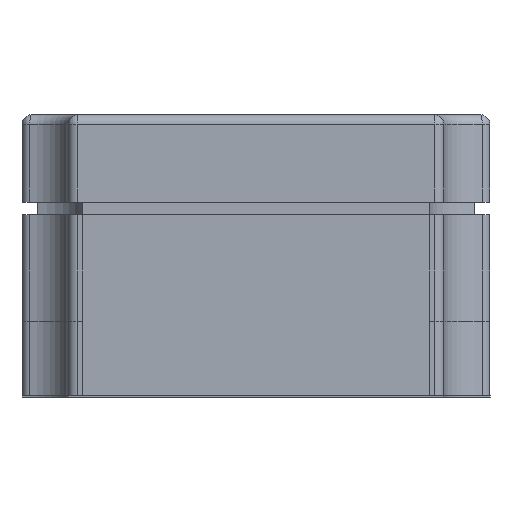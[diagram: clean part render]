
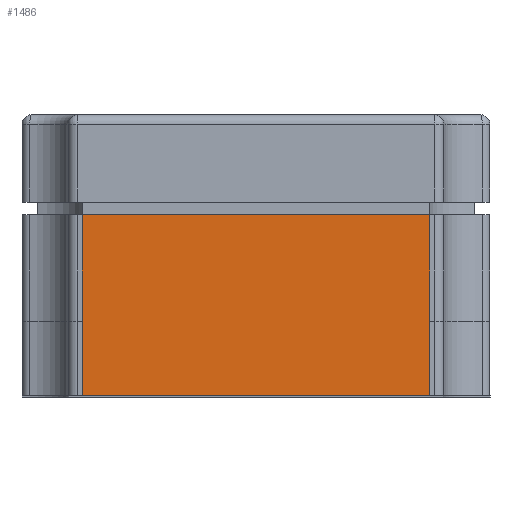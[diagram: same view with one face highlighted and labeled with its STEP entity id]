
A CAD part, left-side view. The second image highlights one B-rep face of the part: STEP entity #1486.
In plain terms, the highlighted planar face has unit normal (-1, 0, 0).
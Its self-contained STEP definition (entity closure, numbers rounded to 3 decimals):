
#13 = ORIENTED_EDGE ( 'NONE', *, *, #5696, .F. ) ;
#22 = LINE ( 'NONE', #6607, #1715 ) ;
#244 = CARTESIAN_POINT ( 'NONE',  ( -4.1, 0.194, 0. ) ) ;
#614 = DIRECTION ( 'NONE',  ( 0., 0., -1. ) ) ;
#983 = ORIENTED_EDGE ( 'NONE', *, *, #1028, .T. ) ;
#991 = CARTESIAN_POINT ( 'NONE',  ( -4.1, 1.306, 0.58 ) ) ;
#1017 = DIRECTION ( 'NONE',  ( 0., -1., 0. ) ) ;
#1028 = EDGE_CURVE ( 'NONE', #3356, #1783, #1123, .T. ) ;
#1105 = CARTESIAN_POINT ( 'NONE',  ( -4.1, 0.194, 0.58 ) ) ;
#1123 = LINE ( 'NONE', #4750, #5685 ) ;
#1205 = ORIENTED_EDGE ( 'NONE', *, *, #3166, .T. ) ;
#1320 = LINE ( 'NONE', #4178, #2358 ) ;
#1422 = CARTESIAN_POINT ( 'NONE',  ( -4.1, 0.194, 0.58 ) ) ;
#1486 = ADVANCED_FACE ( 'NONE', ( #4538 ), #5647, .F. ) ;
#1599 = LINE ( 'NONE', #991, #2798 ) ;
#1675 = ORIENTED_EDGE ( 'NONE', *, *, #4095, .F. ) ;
#1715 = VECTOR ( 'NONE', #1017, 1000. ) ;
#1783 = VERTEX_POINT ( 'NONE', #1105 ) ;
#1932 = VERTEX_POINT ( 'NONE', #5239 ) ;
#2077 = CARTESIAN_POINT ( 'NONE',  ( -4.1, 0.194, 0.238 ) ) ;
#2179 = AXIS2_PLACEMENT_3D ( 'NONE', #4500, #3172, #614 ) ;
#2358 = VECTOR ( 'NONE', #4212, 1000. ) ;
#2545 = ORIENTED_EDGE ( 'NONE', *, *, #4457, .F. ) ;
#2620 = EDGE_LOOP ( 'NONE', ( #6574, #1205, #983, #2545, #13, #1675 ) ) ;
#2798 = VECTOR ( 'NONE', #4567, 1000. ) ;
#3026 = VERTEX_POINT ( 'NONE', #244 ) ;
#3166 = EDGE_CURVE ( 'NONE', #3026, #3356, #3253, .T. ) ;
#3172 = DIRECTION ( 'NONE',  ( 1., 0., 0. ) ) ;
#3253 = LINE ( 'NONE', #1422, #4852 ) ;
#3285 = EDGE_CURVE ( 'NONE', #1932, #3026, #4608, .T. ) ;
#3356 = VERTEX_POINT ( 'NONE', #2077 ) ;
#3606 = CARTESIAN_POINT ( 'NONE',  ( -4.1, 0.15, 0. ) ) ;
#3656 = VECTOR ( 'NONE', #6080, 1000. ) ;
#3800 = DIRECTION ( 'NONE',  ( 0., 0., 1. ) ) ;
#4095 = EDGE_CURVE ( 'NONE', #1932, #5455, #1320, .T. ) ;
#4178 = CARTESIAN_POINT ( 'NONE',  ( -4.1, 1.306, 0.58 ) ) ;
#4212 = DIRECTION ( 'NONE',  ( 0., 0., 1. ) ) ;
#4246 = VERTEX_POINT ( 'NONE', #5943 ) ;
#4457 = EDGE_CURVE ( 'NONE', #4246, #1783, #22, .T. ) ;
#4500 = CARTESIAN_POINT ( 'NONE',  ( -4.1, 0.15, 0.58 ) ) ;
#4516 = DIRECTION ( 'NONE',  ( 0., 0., 1. ) ) ;
#4538 = FACE_OUTER_BOUND ( 'NONE', #2620, .T. ) ;
#4567 = DIRECTION ( 'NONE',  ( 0., 0., 1. ) ) ;
#4608 = LINE ( 'NONE', #3606, #3656 ) ;
#4750 = CARTESIAN_POINT ( 'NONE',  ( -4.1, 0.194, 0.58 ) ) ;
#4852 = VECTOR ( 'NONE', #4516, 1000. ) ;
#5239 = CARTESIAN_POINT ( 'NONE',  ( -4.1, 1.306, 0. ) ) ;
#5455 = VERTEX_POINT ( 'NONE', #5897 ) ;
#5647 = PLANE ( 'NONE',  #2179 ) ;
#5685 = VECTOR ( 'NONE', #3800, 1000. ) ;
#5696 = EDGE_CURVE ( 'NONE', #5455, #4246, #1599, .T. ) ;
#5897 = CARTESIAN_POINT ( 'NONE',  ( -4.1, 1.306, 0.238 ) ) ;
#5943 = CARTESIAN_POINT ( 'NONE',  ( -4.1, 1.306, 0.58 ) ) ;
#6080 = DIRECTION ( 'NONE',  ( 0., -1., 0. ) ) ;
#6574 = ORIENTED_EDGE ( 'NONE', *, *, #3285, .T. ) ;
#6607 = CARTESIAN_POINT ( 'NONE',  ( -4.1, 0.15, 0.58 ) ) ;
